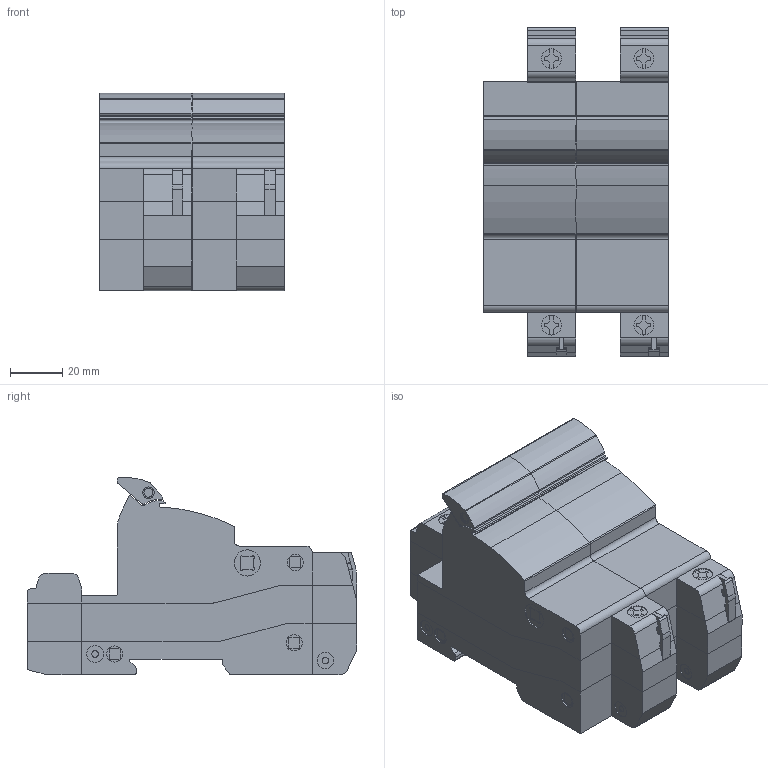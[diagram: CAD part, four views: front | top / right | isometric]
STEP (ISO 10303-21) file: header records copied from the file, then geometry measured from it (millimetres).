
FILE_DESCRIPTION((''),'2;1');
FILE_NAME('3d_FB03A2P.stp','2012-10-03T09:01:51',(''),(''),'Mechanical Desktop 2011','Mechanical Desktop 2011',', , ');
FILE_SCHEMA(('CONFIG_CONTROL_DESIGN'));
Length unit declared in the file: millimetre
Products named in the file (1): Product
Bounding box: 71 x 126.5 x 75.98 mm (x, y, z)
Volume: 385335.5 mm3; surface area: 84988.8 mm2
Topology: 10 solids, 10 shells, 482 faces, 1318 edges, 884 vertices
Faces by surface type: plane 320, cylinder 162
Entity records: 15419 total; most frequent: CARTESIAN_POINT 2685, DIRECTION 2668, ORIENTED_EDGE 2636, EDGE_CURVE 1318, VECTOR 934, LINE 934, VERTEX_POINT 884, AXIS2_PLACEMENT_3D 867
